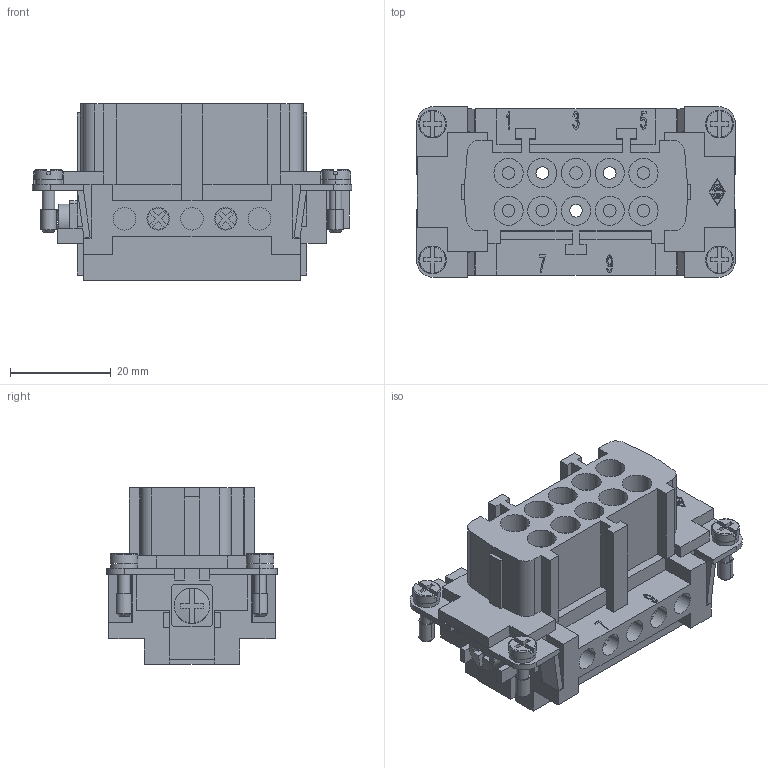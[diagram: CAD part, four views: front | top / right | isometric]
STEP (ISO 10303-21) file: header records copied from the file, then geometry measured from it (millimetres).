
FILE_DESCRIPTION(('Creo Elements/Direct Modeling STEP Export'),'2;1');
FILE_NAME('0lndrr03kv7c8so1136','2014-09-30T14:49:08',(''),(''),'Creo Elements/Direct Modeling STEP processor for AP214 (Solid Model)','Creo Elements/Direct Modeling 18.1F 24-Jul-2014 (C) Parametric Technology GmbH','');
FILE_SCHEMA(('AUTOMOTIVE_DESIGN { 1 0 10303 214 1 1 1 1 }'));
Length unit declared in the file: millimetre
Products named in the file (1): CMEF_03_T
Bounding box: 63.4 x 34 x 35 mm (x, y, z)
Volume: 30333.1 mm3; surface area: 20676.1 mm2
Topology: 1 solids, 1 shells, 1072 faces, 2847 edges, 1882 vertices
Faces by surface type: plane 696, cylinder 276, extrusion 82, cone 8, torus 8, sphere 2
Entity records: 38360 total; most frequent: CARTESIAN_POINT 12657, ORIENTED_EDGE 5694, DIRECTION 4691, EDGE_CURVE 2847, VECTOR 1997, LINE 1915, VERTEX_POINT 1882, AXIS2_PLACEMENT_3D 1347
